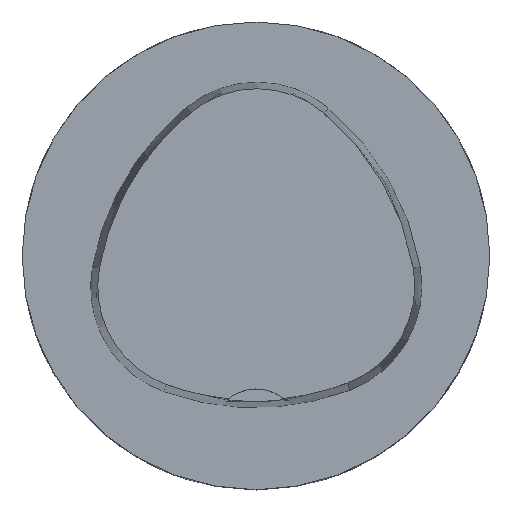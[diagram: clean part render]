
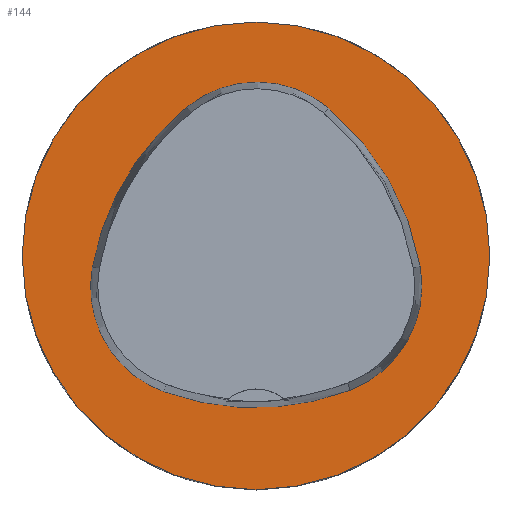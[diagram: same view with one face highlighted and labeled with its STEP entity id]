
A CAD part, top view. The second image highlights one B-rep face of the part: STEP entity #144.
In plain terms, the highlighted planar face has unit normal (0, 0, 1).
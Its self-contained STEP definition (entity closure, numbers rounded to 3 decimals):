
#144=ADVANCED_FACE('',(#217,#218),#187,.T.);
#187=PLANE('',#738);
#217=FACE_BOUND('',#284,.T.);
#218=FACE_BOUND('',#285,.T.);
#284=EDGE_LOOP('',(#407,#408,#409,#410,#411,#412));
#285=EDGE_LOOP('',(#413));
#407=ORIENTED_EDGE('',*,*,#602,.T.);
#408=ORIENTED_EDGE('',*,*,#582,.T.);
#409=ORIENTED_EDGE('',*,*,#586,.T.);
#410=ORIENTED_EDGE('',*,*,#589,.T.);
#411=ORIENTED_EDGE('',*,*,#592,.T.);
#412=ORIENTED_EDGE('',*,*,#600,.T.);
#413=ORIENTED_EDGE('',*,*,#573,.F.);
#513=VERTEX_POINT('',#1065);
#522=VERTEX_POINT('',#1084);
#523=VERTEX_POINT('',#1085);
#526=VERTEX_POINT('',#1093);
#528=VERTEX_POINT('',#1099);
#530=VERTEX_POINT('',#1105);
#537=VERTEX_POINT('',#1126);
#573=EDGE_CURVE('',#513,#513,#641,.T.);
#582=EDGE_CURVE('',#522,#523,#642,.T.);
#586=EDGE_CURVE('',#523,#526,#644,.T.);
#589=EDGE_CURVE('',#526,#528,#646,.T.);
#592=EDGE_CURVE('',#528,#530,#648,.T.);
#600=EDGE_CURVE('',#530,#537,#652,.T.);
#602=EDGE_CURVE('',#537,#522,#654,.T.);
#641=CIRCLE('',#710,31.5);
#642=CIRCLE('',#716,36.);
#644=CIRCLE('',#719,15.);
#646=CIRCLE('',#722,36.);
#648=CIRCLE('',#725,15.);
#652=CIRCLE('',#730,36.);
#654=CIRCLE('',#733,15.);
#710=AXIS2_PLACEMENT_3D('',#1064,#831,#832);
#716=AXIS2_PLACEMENT_3D('',#1083,#847,#848);
#719=AXIS2_PLACEMENT_3D('',#1092,#855,#856);
#722=AXIS2_PLACEMENT_3D('',#1098,#862,#863);
#725=AXIS2_PLACEMENT_3D('',#1104,#869,#870);
#730=AXIS2_PLACEMENT_3D('',#1127,#881,#882);
#733=AXIS2_PLACEMENT_3D('',#1130,#887,#888);
#738=AXIS2_PLACEMENT_3D('',#1135,#897,#898);
#831=DIRECTION('',(0.,0.,-1.));
#832=DIRECTION('',(-1.,0.,0.));
#847=DIRECTION('',(0.,0.,-1.));
#848=DIRECTION('',(-1.,0.,0.));
#855=DIRECTION('',(0.,0.,-1.));
#856=DIRECTION('',(-1.,0.,0.));
#862=DIRECTION('',(0.,0.,-1.));
#863=DIRECTION('',(-1.,0.,0.));
#869=DIRECTION('',(0.,0.,-1.));
#870=DIRECTION('',(-1.,0.,0.));
#881=DIRECTION('',(0.,0.,-1.));
#882=DIRECTION('',(-1.,0.,0.));
#887=DIRECTION('',(0.,0.,-1.));
#888=DIRECTION('',(-1.,0.,0.));
#897=DIRECTION('',(0.,0.,1.));
#898=DIRECTION('',(1.,0.,0.));
#1064=CARTESIAN_POINT('',(0.,0.,0.));
#1065=CARTESIAN_POINT('',(-31.5,0.,0.));
#1083=CARTESIAN_POINT('',(13.398,-7.893,0.));
#1084=CARTESIAN_POINT('',(-22.041,-1.562,0.));
#1085=CARTESIAN_POINT('',(-9.317,20.036,0.));
#1092=CARTESIAN_POINT('',(0.148,8.399,0.));
#1093=CARTESIAN_POINT('',(9.779,19.898,0.));
#1098=CARTESIAN_POINT('',(-13.337,-7.7,0.));
#1099=CARTESIAN_POINT('',(22.122,-1.48,0.));
#1104=CARTESIAN_POINT('',(7.347,-4.071,0.));
#1105=CARTESIAN_POINT('',(12.693,-18.087,0.));
#1126=CARTESIAN_POINT('',(-12.373,-18.307,0.));
#1127=CARTESIAN_POINT('',(-0.137,15.55,0.));
#1130=CARTESIAN_POINT('',(-7.275,-4.2,0.));
#1135=CARTESIAN_POINT('',(0.,0.,0.));
